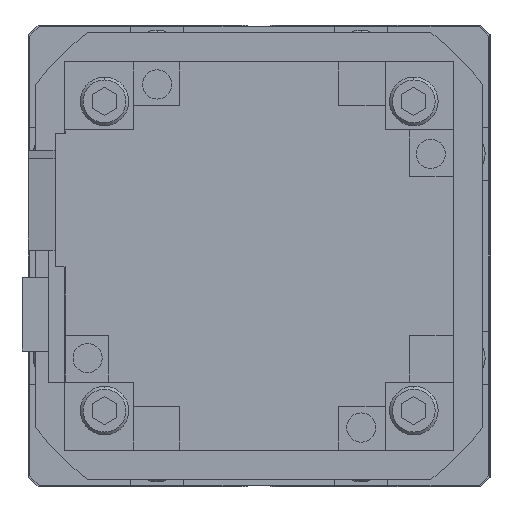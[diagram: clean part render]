
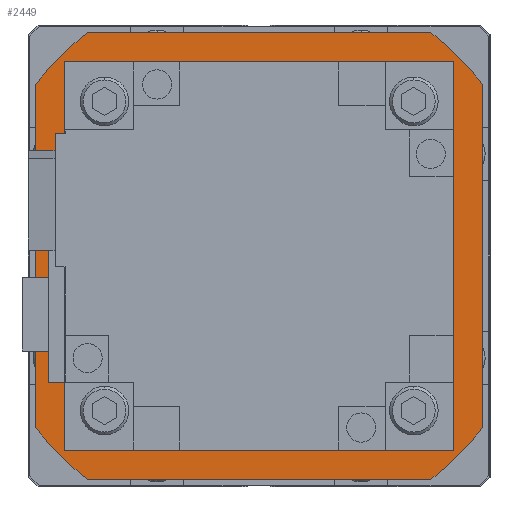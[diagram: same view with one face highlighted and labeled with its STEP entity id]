
A CAD part, left-side view. The second image highlights one B-rep face of the part: STEP entity #2449.
In plain terms, the highlighted face is planar.
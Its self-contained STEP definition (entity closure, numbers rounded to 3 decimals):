
#785 = EDGE_CURVE ( 'NONE', #22841, #27659, #12491, .T. ) ;
#830 = DIRECTION ( 'NONE',  ( 1., 0., 0. ) ) ;
#957 = PLANE ( 'NONE',  #10907 ) ;
#1873 = AXIS2_PLACEMENT_3D ( 'NONE', #17518, #31901, #17039 ) ;
#1963 = LINE ( 'NONE', #12410, #11802 ) ;
#2081 = CARTESIAN_POINT ( 'NONE',  ( 116.5, -35.327, -46. ) ) ;
#2446 = VERTEX_POINT ( 'NONE', #23348 ) ;
#2449 = ADVANCED_FACE ( 'NONE', ( #3408 ), #957, .T. ) ;
#2558 = LINE ( 'NONE', #2081, #4751 ) ;
#3408 = FACE_OUTER_BOUND ( 'NONE', #31209, .T. ) ;
#4127 = DIRECTION ( 'NONE',  ( 1., 0., 0. ) ) ;
#4641 = CARTESIAN_POINT ( 'NONE',  ( 116.5, -35.327, -46. ) ) ;
#4751 = VECTOR ( 'NONE', #19571, 1000. ) ;
#4877 = CARTESIAN_POINT ( 'NONE',  ( 116.5, 46., 35.327 ) ) ;
#7272 = ORIENTED_EDGE ( 'NONE', *, *, #13128, .T. ) ;
#7347 = ORIENTED_EDGE ( 'NONE', *, *, #785, .T. ) ;
#7397 = AXIS2_PLACEMENT_3D ( 'NONE', #23940, #24709, #32216 ) ;
#7721 = EDGE_CURVE ( 'NONE', #15699, #10684, #9931, .T. ) ;
#7893 = CIRCLE ( 'NONE', #7397, 58. ) ;
#8367 = ORIENTED_EDGE ( 'NONE', *, *, #31814, .T. ) ;
#9363 = DIRECTION ( 'NONE',  ( 0., 0., -1. ) ) ;
#9931 = CIRCLE ( 'NONE', #30813, 58. ) ;
#10684 = VERTEX_POINT ( 'NONE', #31768 ) ;
#10907 = AXIS2_PLACEMENT_3D ( 'NONE', #30866, #18450, #25966 ) ;
#11802 = VECTOR ( 'NONE', #24833, 1000. ) ;
#11974 = EDGE_CURVE ( 'NONE', #2446, #22841, #31490, .T. ) ;
#12035 = ORIENTED_EDGE ( 'NONE', *, *, #17054, .T. ) ;
#12410 = CARTESIAN_POINT ( 'NONE',  ( 116.5, -46., 35.327 ) ) ;
#12491 = CIRCLE ( 'NONE', #18239, 58. ) ;
#12658 = CARTESIAN_POINT ( 'NONE',  ( 116.5, -35.327, 46. ) ) ;
#12913 = ORIENTED_EDGE ( 'NONE', *, *, #7721, .T. ) ;
#13128 = EDGE_CURVE ( 'NONE', #10684, #27735, #19412, .T. ) ;
#13212 = EDGE_CURVE ( 'NONE', #28595, #15699, #2558, .T. ) ;
#13543 = VERTEX_POINT ( 'NONE', #17126 ) ;
#14536 = ORIENTED_EDGE ( 'NONE', *, *, #32150, .T. ) ;
#15699 = VERTEX_POINT ( 'NONE', #31565 ) ;
#15726 = ORIENTED_EDGE ( 'NONE', *, *, #11974, .T. ) ;
#17039 = DIRECTION ( 'NONE',  ( 0., 0., -1. ) ) ;
#17054 = EDGE_CURVE ( 'NONE', #13543, #28595, #7893, .T. ) ;
#17126 = CARTESIAN_POINT ( 'NONE',  ( 116.5, -46., -35.327 ) ) ;
#17148 = ORIENTED_EDGE ( 'NONE', *, *, #13212, .T. ) ;
#17518 = CARTESIAN_POINT ( 'NONE',  ( 116.5, 0., 0. ) ) ;
#18149 = DIRECTION ( 'NONE',  ( 0., 0., -1. ) ) ;
#18239 = AXIS2_PLACEMENT_3D ( 'NONE', #28650, #4127, #9363 ) ;
#18450 = DIRECTION ( 'NONE',  ( 1., 0., 0. ) ) ;
#18465 = CARTESIAN_POINT ( 'NONE',  ( 116.5, -46., 35.327 ) ) ;
#19086 = DIRECTION ( 'NONE',  ( 0., -1., 0. ) ) ;
#19412 = LINE ( 'NONE', #21699, #29809 ) ;
#19571 = DIRECTION ( 'NONE',  ( 0., 1., 0. ) ) ;
#21699 = CARTESIAN_POINT ( 'NONE',  ( 116.5, 46., -35.327 ) ) ;
#22841 = VERTEX_POINT ( 'NONE', #12658 ) ;
#23348 = CARTESIAN_POINT ( 'NONE',  ( 116.5, 35.327, 46. ) ) ;
#23940 = CARTESIAN_POINT ( 'NONE',  ( 116.5, 0., 0. ) ) ;
#24709 = DIRECTION ( 'NONE',  ( 1., 0., 0. ) ) ;
#24833 = DIRECTION ( 'NONE',  ( 0., 0., -1. ) ) ;
#25966 = DIRECTION ( 'NONE',  ( 0., 1., 0. ) ) ;
#27659 = VERTEX_POINT ( 'NONE', #18465 ) ;
#27735 = VERTEX_POINT ( 'NONE', #4877 ) ;
#27791 = CARTESIAN_POINT ( 'NONE',  ( 116.5, 0., 0. ) ) ;
#28595 = VERTEX_POINT ( 'NONE', #4641 ) ;
#28650 = CARTESIAN_POINT ( 'NONE',  ( 116.5, 0., 0. ) ) ;
#29194 = VECTOR ( 'NONE', #19086, 1000. ) ;
#29809 = VECTOR ( 'NONE', #31497, 1000. ) ;
#30039 = CIRCLE ( 'NONE', #1873, 58. ) ;
#30813 = AXIS2_PLACEMENT_3D ( 'NONE', #27791, #830, #18149 ) ;
#30866 = CARTESIAN_POINT ( 'NONE',  ( 116.5, 0., 0. ) ) ;
#31209 = EDGE_LOOP ( 'NONE', ( #8367, #15726, #7347, #14536, #12035, #17148, #12913, #7272 ) ) ;
#31328 = CARTESIAN_POINT ( 'NONE',  ( 116.5, 35.327, 46. ) ) ;
#31490 = LINE ( 'NONE', #31328, #29194 ) ;
#31497 = DIRECTION ( 'NONE',  ( 0., 0., 1. ) ) ;
#31565 = CARTESIAN_POINT ( 'NONE',  ( 116.5, 35.327, -46. ) ) ;
#31768 = CARTESIAN_POINT ( 'NONE',  ( 116.5, 46., -35.327 ) ) ;
#31814 = EDGE_CURVE ( 'NONE', #27735, #2446, #30039, .T. ) ;
#31901 = DIRECTION ( 'NONE',  ( 1., 0., 0. ) ) ;
#32150 = EDGE_CURVE ( 'NONE', #27659, #13543, #1963, .T. ) ;
#32216 = DIRECTION ( 'NONE',  ( 0., 0., -1. ) ) ;
